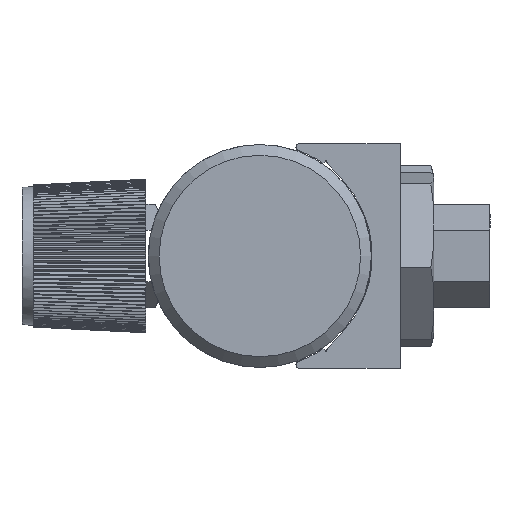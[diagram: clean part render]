
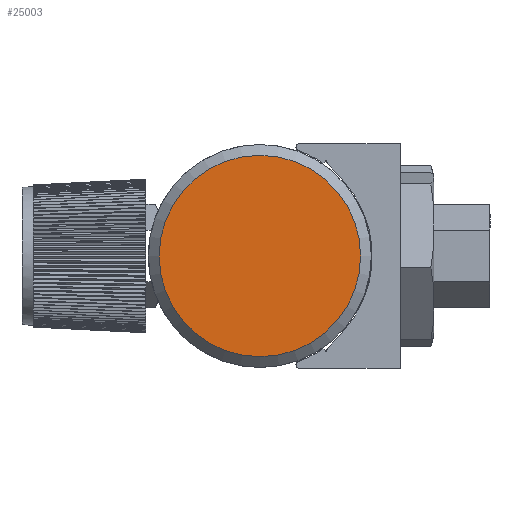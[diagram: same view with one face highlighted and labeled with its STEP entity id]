
A CAD part, front view. The second image highlights one B-rep face of the part: STEP entity #25003.
In plain terms, the highlighted planar face has unit normal (0, -1, 0).
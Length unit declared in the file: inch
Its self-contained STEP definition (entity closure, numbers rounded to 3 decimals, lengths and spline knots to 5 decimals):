
#4005 = VERTEX_POINT ( 'NONE', #13299 ) ;
#4528 = CIRCLE ( 'NONE', #16806, 0.56 ) ;
#6255 = EDGE_CURVE ( 'NONE', #4005, #4005, #4528, .T. ) ;
#9447 = DIRECTION ( 'NONE',  ( 0., 1., 0. ) ) ;
#9978 = DIRECTION ( 'NONE',  ( 0., -1., 0. ) ) ;
#10222 = ORIENTED_EDGE ( 'NONE', *, *, #6255, .T. ) ;
#11650 = PLANE ( 'NONE',  #17498 ) ;
#13299 = CARTESIAN_POINT ( 'NONE',  ( -3.57377, -2.71287, 1.89709 ) ) ;
#16806 = AXIS2_PLACEMENT_3D ( 'NONE', #23770, #9978, #26117 ) ;
#17498 = AXIS2_PLACEMENT_3D ( 'NONE', #23247, #9447, #25576 ) ;
#21802 = FACE_OUTER_BOUND ( 'NONE', #28003, .T. ) ;
#23247 = CARTESIAN_POINT ( 'NONE',  ( -4.13377, -2.71287, 1.89709 ) ) ;
#23770 = CARTESIAN_POINT ( 'NONE',  ( -4.13377, -2.71287, 1.89709 ) ) ;
#25003 = ADVANCED_FACE ( 'NONE', ( #21802 ), #11650, .F. ) ;
#25576 = DIRECTION ( 'NONE',  ( 1., 0., 0. ) ) ;
#26117 = DIRECTION ( 'NONE',  ( 1., 0., 0. ) ) ;
#28003 = EDGE_LOOP ( 'NONE', ( #10222 ) ) ;
